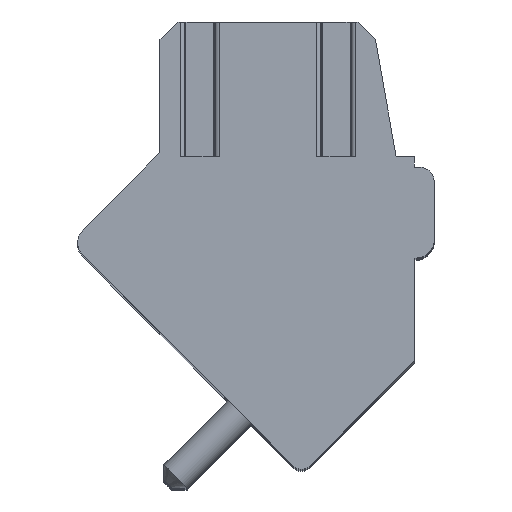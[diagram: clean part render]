
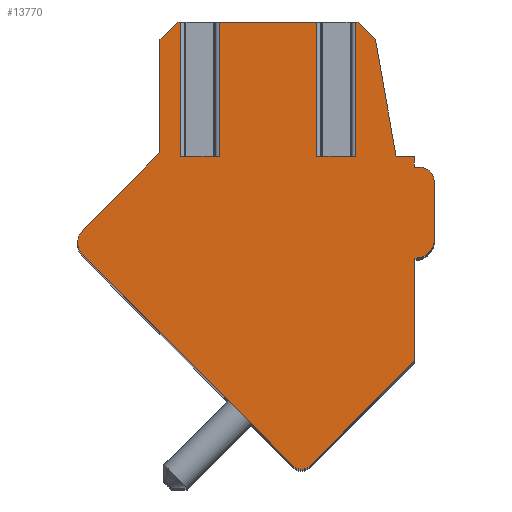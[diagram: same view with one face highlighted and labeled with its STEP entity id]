
A CAD part, top view. The second image highlights one B-rep face of the part: STEP entity #13770.
In plain terms, the highlighted planar face has unit normal (0, 0, 1).
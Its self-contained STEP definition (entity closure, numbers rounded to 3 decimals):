
#2052=DIRECTION('',(0.707,-0.707,0.));
#2053=VECTOR('',#2052,8.2);
#2054=CARTESIAN_POINT('',(-4.761,0.072,1.75));
#2055=LINE('',#2054,#2053);
#2359=DIRECTION('',(1.,0.,0.));
#2360=VECTOR('',#2359,1.07);
#2361=CARTESIAN_POINT('',(1.673,2.8,1.75));
#2362=LINE('',#2361,#2360);
#2363=DIRECTION('',(0.,1.,0.));
#2364=VECTOR('',#2363,3.7);
#2365=CARTESIAN_POINT('',(2.743,2.8,1.75));
#2366=LINE('',#2365,#2364);
#2367=DIRECTION('',(-1.,0.,0.));
#2368=VECTOR('',#2367,0.068);
#2369=CARTESIAN_POINT('',(2.811,6.5,1.75));
#2370=LINE('',#2369,#2368);
#2371=DIRECTION('',(-0.707,0.707,0.));
#2372=VECTOR('',#2371,0.677);
#2373=CARTESIAN_POINT('',(3.29,6.021,1.75));
#2374=LINE('',#2373,#2372);
#2375=DIRECTION('',(-0.174,0.985,0.));
#2376=VECTOR('',#2375,3.271);
#2377=CARTESIAN_POINT('',(3.858,2.8,1.75));
#2378=LINE('',#2377,#2376);
#2379=DIRECTION('',(-1.,0.,0.));
#2380=VECTOR('',#2379,0.5);
#2381=CARTESIAN_POINT('',(4.358,2.8,1.75));
#2382=LINE('',#2381,#2380);
#2383=DIRECTION('',(0.,1.,0.));
#2384=VECTOR('',#2383,0.3);
#2385=CARTESIAN_POINT('',(4.358,2.5,1.75));
#2386=LINE('',#2385,#2384);
#2387=DIRECTION('',(-1.,0.,0.));
#2388=VECTOR('',#2387,0.15);
#2389=CARTESIAN_POINT('',(4.508,2.5,1.75));
#2390=LINE('',#2389,#2388);
#2391=CARTESIAN_POINT('',(4.508,2.1,1.75));
#2392=DIRECTION('',(0.,0.,1.));
#2393=DIRECTION('',(1.,0.,0.));
#2394=AXIS2_PLACEMENT_3D('',#2391,#2392,#2393);
#2396=DIRECTION('',(0.,1.,0.));
#2397=VECTOR('',#2396,1.6);
#2398=CARTESIAN_POINT('',(4.908,0.5,1.75));
#2399=LINE('',#2398,#2397);
#2400=CARTESIAN_POINT('',(4.408,0.5,1.75));
#2401=DIRECTION('',(0.,0.,1.));
#2402=DIRECTION('',(0.,-1.,0.));
#2403=AXIS2_PLACEMENT_3D('',#2400,#2401,#2402);
#2405=DIRECTION('',(1.,0.,0.));
#2406=VECTOR('',#2405,0.05);
#2407=CARTESIAN_POINT('',(4.358,0.,1.75));
#2408=LINE('',#2407,#2406);
#2409=DIRECTION('',(0.,1.,0.));
#2410=VECTOR('',#2409,2.83);
#2411=CARTESIAN_POINT('',(4.358,-2.83,1.75));
#2412=LINE('',#2411,#2410);
#2413=DIRECTION('',(0.707,0.707,0.));
#2414=VECTOR('',#2413,4.096);
#2415=CARTESIAN_POINT('',(1.461,-5.727,1.75));
#2416=LINE('',#2415,#2414);
#2417=CARTESIAN_POINT('',(1.249,-5.515,1.75));
#2418=DIRECTION('',(0.,0.,1.));
#2419=DIRECTION('',(-0.707,-0.707,0.));
#2420=AXIS2_PLACEMENT_3D('',#2417,#2418,#2419);
#2422=CARTESIAN_POINT('',(-4.408,0.425,1.75));
#2423=DIRECTION('',(0.,0.,1.));
#2424=DIRECTION('',(-0.707,0.707,0.));
#2425=AXIS2_PLACEMENT_3D('',#2422,#2423,#2424);
#2427=DIRECTION('',(-0.707,-0.707,0.));
#2428=VECTOR('',#2427,2.997);
#2429=CARTESIAN_POINT('',(-2.642,2.898,1.75));
#2430=LINE('',#2429,#2428);
#2431=DIRECTION('',(0.,-1.,0.));
#2432=VECTOR('',#2431,3.111);
#2433=CARTESIAN_POINT('',(-2.642,6.009,1.75));
#2434=LINE('',#2433,#2432);
#2435=DIRECTION('',(-0.707,-0.707,0.));
#2436=VECTOR('',#2435,0.694);
#2437=CARTESIAN_POINT('',(-2.151,6.5,1.75));
#2438=LINE('',#2437,#2436);
#2439=DIRECTION('',(-1.,0.,0.));
#2440=VECTOR('',#2439,0.074);
#2441=CARTESIAN_POINT('',(-2.077,6.5,1.75));
#2442=LINE('',#2441,#2440);
#2443=DIRECTION('',(0.,1.,0.));
#2444=VECTOR('',#2443,3.7);
#2445=CARTESIAN_POINT('',(-2.077,2.8,1.75));
#2446=LINE('',#2445,#2444);
#2447=DIRECTION('',(1.,0.,0.));
#2448=VECTOR('',#2447,1.07);
#2449=CARTESIAN_POINT('',(-2.077,2.8,1.75));
#2450=LINE('',#2449,#2448);
#2451=DIRECTION('',(0.,1.,0.));
#2452=VECTOR('',#2451,3.7);
#2453=CARTESIAN_POINT('',(-1.007,2.8,1.75));
#2454=LINE('',#2453,#2452);
#2455=DIRECTION('',(-1.,0.,0.));
#2456=VECTOR('',#2455,2.68);
#2457=CARTESIAN_POINT('',(1.673,6.5,1.75));
#2458=LINE('',#2457,#2456);
#2459=DIRECTION('',(0.,1.,0.));
#2460=VECTOR('',#2459,3.7);
#2461=CARTESIAN_POINT('',(1.673,2.8,1.75));
#2462=LINE('',#2461,#2460);
#8618=CARTESIAN_POINT('',(1.673,2.8,1.75));
#8619=CARTESIAN_POINT('',(2.743,2.8,1.75));
#8620=VERTEX_POINT('',#8618);
#8621=VERTEX_POINT('',#8619);
#8622=CARTESIAN_POINT('',(2.743,6.5,1.75));
#8623=VERTEX_POINT('',#8622);
#8624=CARTESIAN_POINT('',(1.673,6.5,1.75));
#8625=VERTEX_POINT('',#8624);
#8638=CARTESIAN_POINT('',(-2.077,2.8,1.75));
#8639=CARTESIAN_POINT('',(-1.007,2.8,1.75));
#8640=VERTEX_POINT('',#8638);
#8641=VERTEX_POINT('',#8639);
#8642=CARTESIAN_POINT('',(-1.007,6.5,1.75));
#8643=VERTEX_POINT('',#8642);
#8644=CARTESIAN_POINT('',(-2.077,6.5,1.75));
#8645=VERTEX_POINT('',#8644);
#8736=CARTESIAN_POINT('',(1.037,-5.727,1.75));
#8737=CARTESIAN_POINT('',(1.461,-5.727,1.75));
#8738=VERTEX_POINT('',#8736);
#8739=VERTEX_POINT('',#8737);
#8740=CARTESIAN_POINT('',(4.358,-2.83,1.75));
#8741=VERTEX_POINT('',#8740);
#8742=CARTESIAN_POINT('',(4.358,0.,1.75));
#8743=VERTEX_POINT('',#8742);
#8744=CARTESIAN_POINT('',(4.408,0.,1.75));
#8745=VERTEX_POINT('',#8744);
#8746=CARTESIAN_POINT('',(4.908,0.5,1.75));
#8747=VERTEX_POINT('',#8746);
#8748=CARTESIAN_POINT('',(4.908,2.1,1.75));
#8749=VERTEX_POINT('',#8748);
#8750=CARTESIAN_POINT('',(4.508,2.5,1.75));
#8751=VERTEX_POINT('',#8750);
#8752=CARTESIAN_POINT('',(4.358,2.5,1.75));
#8753=VERTEX_POINT('',#8752);
#8754=CARTESIAN_POINT('',(4.358,2.8,1.75));
#8755=VERTEX_POINT('',#8754);
#8756=CARTESIAN_POINT('',(3.858,2.8,1.75));
#8757=VERTEX_POINT('',#8756);
#8758=CARTESIAN_POINT('',(3.29,6.021,1.75));
#8759=VERTEX_POINT('',#8758);
#8760=CARTESIAN_POINT('',(2.811,6.5,1.75));
#8761=VERTEX_POINT('',#8760);
#8762=CARTESIAN_POINT('',(-2.151,6.5,1.75));
#8763=CARTESIAN_POINT('',(-2.642,6.009,1.75));
#8764=VERTEX_POINT('',#8762);
#8765=VERTEX_POINT('',#8763);
#8766=CARTESIAN_POINT('',(-4.761,0.779,1.75));
#8767=CARTESIAN_POINT('',(-4.761,0.072,1.75));
#8768=VERTEX_POINT('',#8766);
#8769=VERTEX_POINT('',#8767);
#8774=CARTESIAN_POINT('',(-2.642,2.898,1.75));
#8776=VERTEX_POINT('',#8774);
#13727=CARTESIAN_POINT('',(0.,0.,1.75));
#13728=DIRECTION('',(0.,0.,1.));
#13729=DIRECTION('',(1.,0.,0.));
#13730=AXIS2_PLACEMENT_3D('',#13727,#13728,#13729);
#13731=PLANE('',#13730);
#13733=ORIENTED_EDGE('',*,*,#13732,.T.);
#13735=ORIENTED_EDGE('',*,*,#13734,.T.);
#13736=ORIENTED_EDGE('',*,*,#11121,.F.);
#13737=ORIENTED_EDGE('',*,*,#11343,.F.);
#13738=ORIENTED_EDGE('',*,*,#11357,.F.);
#13739=ORIENTED_EDGE('',*,*,#11371,.F.);
#13740=ORIENTED_EDGE('',*,*,#11464,.F.);
#13741=ORIENTED_EDGE('',*,*,#11480,.F.);
#13742=ORIENTED_EDGE('',*,*,#12047,.F.);
#13743=ORIENTED_EDGE('',*,*,#12209,.F.);
#13744=ORIENTED_EDGE('',*,*,#12371,.F.);
#13745=ORIENTED_EDGE('',*,*,#12533,.F.);
#13746=ORIENTED_EDGE('',*,*,#12702,.F.);
#13747=ORIENTED_EDGE('',*,*,#13304,.F.);
#13748=ORIENTED_EDGE('',*,*,#13474,.F.);
#13749=ORIENTED_EDGE('',*,*,#13355,.F.);
#13751=ORIENTED_EDGE('',*,*,#13750,.F.);
#13753=ORIENTED_EDGE('',*,*,#13752,.F.);
#13755=ORIENTED_EDGE('',*,*,#13754,.F.);
#13757=ORIENTED_EDGE('',*,*,#13756,.F.);
#13758=ORIENTED_EDGE('',*,*,#11153,.F.);
#13760=ORIENTED_EDGE('',*,*,#13759,.F.);
#13762=ORIENTED_EDGE('',*,*,#13761,.T.);
#13764=ORIENTED_EDGE('',*,*,#13763,.T.);
#13765=ORIENTED_EDGE('',*,*,#11137,.F.);
#13767=ORIENTED_EDGE('',*,*,#13766,.F.);
#13768=EDGE_LOOP('',(#13733,#13735,#13736,#13737,#13738,#13739,#13740,#13741,
#13742,#13743,#13744,#13745,#13746,#13747,#13748,#13749,#13751,#13753,#13755,
#13757,#13758,#13760,#13762,#13764,#13765,#13767));
#13769=FACE_OUTER_BOUND('',#13768,.F.);
#2395=CIRCLE('',#2394,0.4);
#2404=CIRCLE('',#2403,0.5);
#2421=CIRCLE('',#2420,0.3);
#2426=CIRCLE('',#2425,0.5);
#11121=EDGE_CURVE('',#8761,#8623,#2370,.T.);
#11137=EDGE_CURVE('',#8625,#8643,#2458,.T.);
#11153=EDGE_CURVE('',#8645,#8764,#2442,.T.);
#11343=EDGE_CURVE('',#8759,#8761,#2374,.T.);
#11357=EDGE_CURVE('',#8757,#8759,#2378,.T.);
#11371=EDGE_CURVE('',#8755,#8757,#2382,.T.);
#11464=EDGE_CURVE('',#8753,#8755,#2386,.T.);
#11480=EDGE_CURVE('',#8751,#8753,#2390,.T.);
#12047=EDGE_CURVE('',#8749,#8751,#2395,.T.);
#12209=EDGE_CURVE('',#8747,#8749,#2399,.T.);
#12371=EDGE_CURVE('',#8745,#8747,#2404,.T.);
#12533=EDGE_CURVE('',#8743,#8745,#2408,.T.);
#12702=EDGE_CURVE('',#8741,#8743,#2412,.T.);
#13304=EDGE_CURVE('',#8739,#8741,#2416,.T.);
#13355=EDGE_CURVE('',#8769,#8738,#2055,.T.);
#13474=EDGE_CURVE('',#8738,#8739,#2421,.T.);
#13732=EDGE_CURVE('',#8620,#8621,#2362,.T.);
#13734=EDGE_CURVE('',#8621,#8623,#2366,.T.);
#13750=EDGE_CURVE('',#8768,#8769,#2426,.T.);
#13752=EDGE_CURVE('',#8776,#8768,#2430,.T.);
#13754=EDGE_CURVE('',#8765,#8776,#2434,.T.);
#13756=EDGE_CURVE('',#8764,#8765,#2438,.T.);
#13759=EDGE_CURVE('',#8640,#8645,#2446,.T.);
#13761=EDGE_CURVE('',#8640,#8641,#2450,.T.);
#13763=EDGE_CURVE('',#8641,#8643,#2454,.T.);
#13766=EDGE_CURVE('',#8620,#8625,#2462,.T.);
#13770=ADVANCED_FACE('',(#13769),#13731,.T.);
